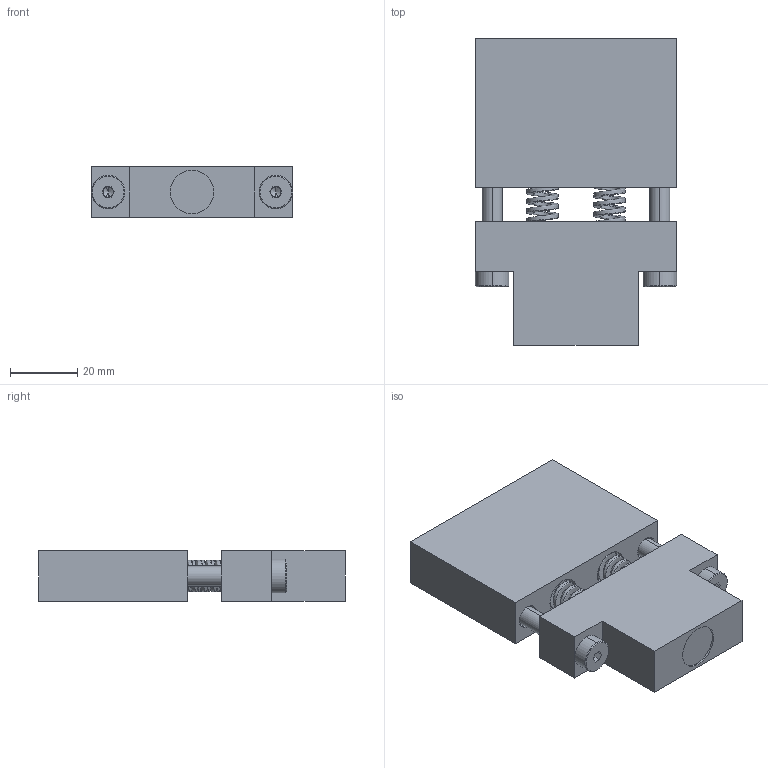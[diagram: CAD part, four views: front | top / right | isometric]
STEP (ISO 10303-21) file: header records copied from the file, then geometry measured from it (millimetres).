
FILE_DESCRIPTION (( 'STEP AP214' ), '1' );
FILE_NAME ('INGUN_53365.STEP', '2022-08-22T08:51:50', ( '' ), ( '' ), 'SwSTEP 2.0', 'SolidWorks 2018', '' );
FILE_SCHEMA (( 'AUTOMOTIVE_DESIGN' ));
Length unit declared in the file: millimetre
Products named in the file (7): 54983~1_S; 101922~0_S; INGUN_53365; DIN912~n_M03,0x025; 102576~0_S; 31508~0; 31506~1_S
Assembly tree (8 placements, depth 2):
  INGUN_53365
    31506~1_S
    54983~1_S
    31508~0  x2
    101922~0_S
    102576~0_S  x2
    DIN912~n_M03,0x025
Bounding box: 60 x 91.5 x 15 mm (x, y, z)
Volume: 62671.9 mm3; surface area: 26574.3 mm2
Topology: 8 solids, 8 shells, 235 faces, 525 edges, 313 vertices
Faces by surface type: cylinder 79, plane 72, cone 42, bspline 32, torus 10
Entity records: 36593 total; most frequent: CARTESIAN_POINT 32331, DIRECTION 862, ORIENTED_EDGE 760, EDGE_CURVE 380, AXIS2_PLACEMENT_3D 346, VERTEX_POINT 237, EDGE_LOOP 201, CIRCLE 176
